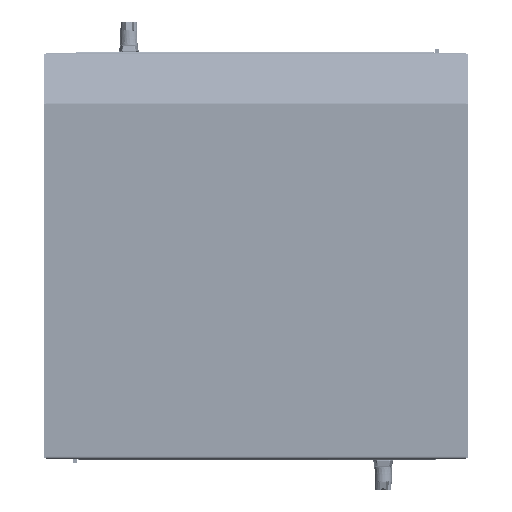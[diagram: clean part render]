
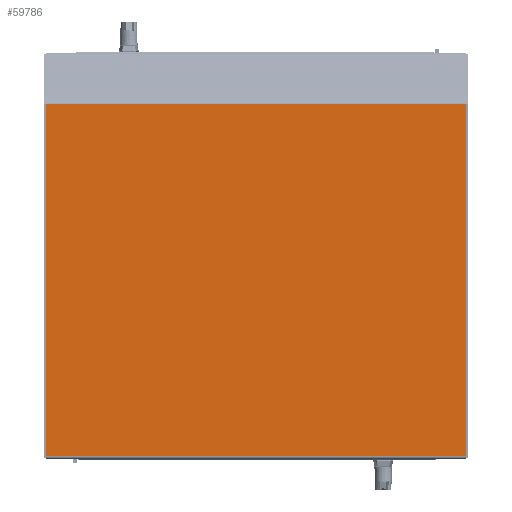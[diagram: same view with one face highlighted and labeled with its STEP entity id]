
A CAD part, front view. The second image highlights one B-rep face of the part: STEP entity #59786.
In plain terms, the highlighted face is planar.
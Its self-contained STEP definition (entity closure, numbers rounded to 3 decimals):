
#5943=PLANE('',#64325);
#7839=FACE_OUTER_BOUND('',#11166,.T.);
#11166=EDGE_LOOP('',(#43616,#43617,#43618,#43619));
#15395=LINE('',#86339,#20775);
#15399=LINE('',#86354,#20779);
#15402=LINE('',#86360,#20782);
#15403=LINE('',#86361,#20783);
#20775=VECTOR('',#70720,0.394);
#20779=VECTOR('',#70740,0.394);
#20782=VECTOR('',#70745,0.394);
#20783=VECTOR('',#70746,0.394);
#27926=VERTEX_POINT('',#86336);
#27927=VERTEX_POINT('',#86338);
#27930=VERTEX_POINT('',#86353);
#27932=VERTEX_POINT('',#86359);
#33955=EDGE_CURVE('',#27927,#27926,#15395,.T.);
#33962=EDGE_CURVE('',#27927,#27930,#15399,.T.);
#33965=EDGE_CURVE('',#27932,#27926,#15402,.T.);
#33966=EDGE_CURVE('',#27932,#27930,#15403,.T.);
#43616=ORIENTED_EDGE('',*,*,#33955,.T.);
#43617=ORIENTED_EDGE('',*,*,#33965,.F.);
#43618=ORIENTED_EDGE('',*,*,#33966,.T.);
#43619=ORIENTED_EDGE('',*,*,#33962,.F.);
#59786=ADVANCED_FACE('',(#7839),#5943,.T.);
#64325=AXIS2_PLACEMENT_3D('',#86358,#70743,#70744);
#70720=DIRECTION('',(-1.,0.,0.));
#70740=DIRECTION('',(0.,-1.,0.));
#70743=DIRECTION('center_axis',(0.,0.,1.));
#70744=DIRECTION('ref_axis',(1.,0.,0.));
#70745=DIRECTION('',(0.,1.,0.));
#70746=DIRECTION('',(1.,0.,0.));
#86336=CARTESIAN_POINT('',(-1.331,0.904,0.074));
#86338=CARTESIAN_POINT('',(22.646,0.904,0.074));
#86339=CARTESIAN_POINT('',(16.652,0.904,0.074));
#86353=CARTESIAN_POINT('',(22.646,-19.186,0.074));
#86354=CARTESIAN_POINT('',(22.646,0.928,0.074));
#86358=CARTESIAN_POINT('Origin',(10.658,-9.197,0.074));
#86359=CARTESIAN_POINT('',(-1.331,-19.186,0.074));
#86360=CARTESIAN_POINT('',(-1.331,-19.322,0.074));
#86361=CARTESIAN_POINT('',(4.663,-19.186,0.074));
